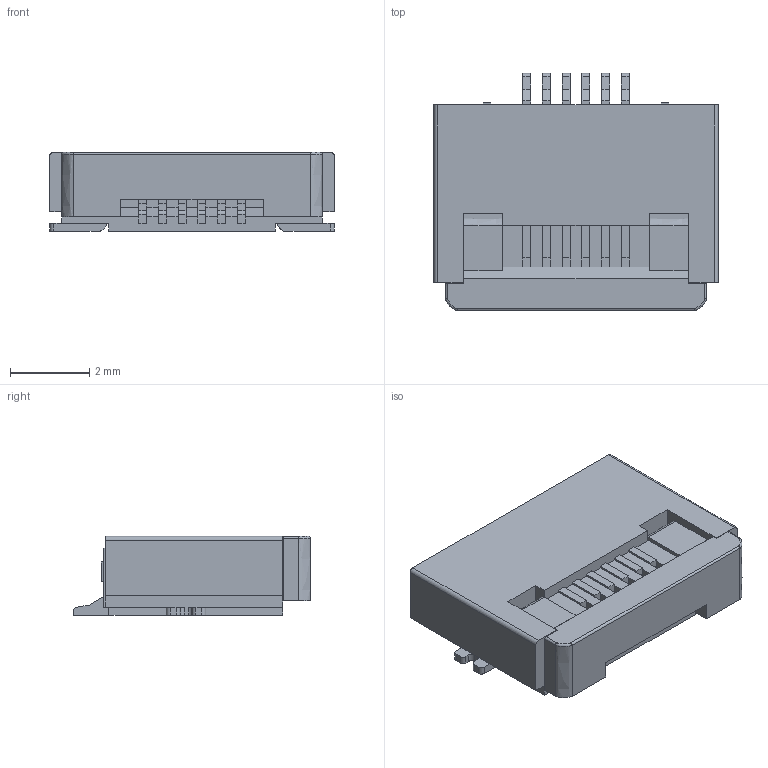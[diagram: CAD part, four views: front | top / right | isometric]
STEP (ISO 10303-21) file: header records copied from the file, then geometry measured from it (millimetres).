
FILE_DESCRIPTION (( 'STEP AP214' ), '1' );
FILE_NAME ('FPC0.5 2H-S-W-6P.STEP', '2016-12-21T04:56:36', ( '' ), ( '' ), 'SwSTEP 2.0', 'SolidWorks 2015', '' );
FILE_SCHEMA (( 'AUTOMOTIVE_DESIGN' ));
Length unit declared in the file: millimetre
Products named in the file (4): FPC0.5 2H-W 竘褐; FPC0.5 2H-S-W-6P; LOGOԲ0.25
Assembly tree (8 placements, depth 2):
  FPC0.5 2H-S-W-6P
    FPC0.5 2H-W 竘褐  x6
    LOGOԲ0.25
    FPC0.5 2H-S-W-6P
Bounding box: 7.2 x 6 x 2.01 mm (x, y, z)
Volume: 60.9 mm3; surface area: 339.9 mm2
Topology: 22 solids, 22 shells, 441 faces, 1185 edges, 774 vertices
Faces by surface type: plane 349, cylinder 51, bspline 41
Entity records: 14499 total; most frequent: CARTESIAN_POINT 2786, ORIENTED_EDGE 1740, DIRECTION 1416, EDGE_CURVE 870, VECTOR 688, LINE 688, VERTEX_POINT 564, AXIS2_PLACEMENT_3D 364
